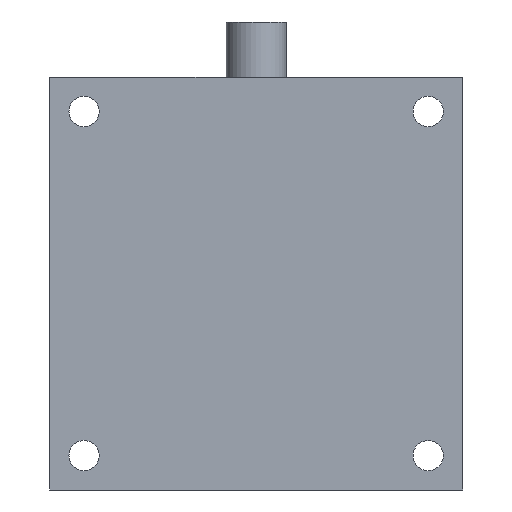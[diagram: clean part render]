
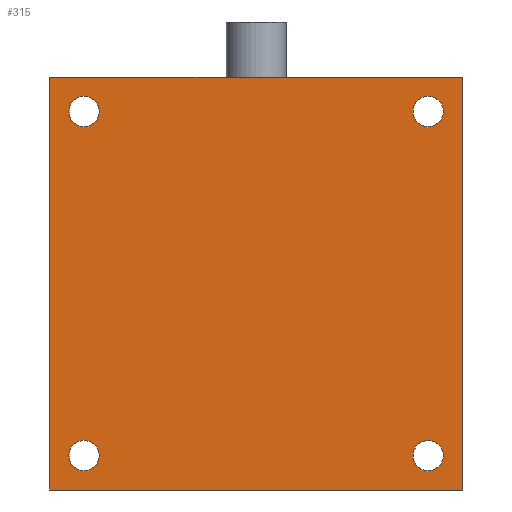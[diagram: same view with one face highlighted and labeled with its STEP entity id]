
A CAD part, front view. The second image highlights one B-rep face of the part: STEP entity #315.
In plain terms, the highlighted planar face has unit normal (0, -1, 0).
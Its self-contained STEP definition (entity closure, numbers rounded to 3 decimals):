
#101 = EDGE_CURVE ( 'NONE', #24321, #22313, #25237, .T. ) ;
#102 = CIRCLE ( 'NONE', #23249, 1.1 ) ;
#267 = EDGE_LOOP ( 'NONE', ( #5227, #2641 ) ) ;
#315 = ADVANCED_FACE ( 'NONE', ( #24211, #17596, #13401, #5721, #25915 ), #16923, .F. ) ;
#469 = CARTESIAN_POINT ( 'NONE',  ( 15., 0., 0. ) ) ;
#754 = CARTESIAN_POINT ( 'NONE',  ( -12.5, 0., 13.6 ) ) ;
#912 = EDGE_CURVE ( 'NONE', #22313, #24321, #9881, .T. ) ;
#1046 = DIRECTION ( 'NONE',  ( 0., 0., 1. ) ) ;
#1095 = EDGE_LOOP ( 'NONE', ( #27210, #6266, #26860, #6600 ) ) ;
#1370 = ORIENTED_EDGE ( 'NONE', *, *, #101, .F. ) ;
#2641 = ORIENTED_EDGE ( 'NONE', *, *, #27197, .F. ) ;
#2833 = CARTESIAN_POINT ( 'NONE',  ( 15., 0., 15. ) ) ;
#3134 = EDGE_CURVE ( 'NONE', #23846, #15391, #14855, .T. ) ;
#4382 = CIRCLE ( 'NONE', #16863, 1.1 ) ;
#4677 = CARTESIAN_POINT ( 'NONE',  ( 12.5, 0., 12.5 ) ) ;
#5039 = CARTESIAN_POINT ( 'NONE',  ( -12.5, 0., 12.5 ) ) ;
#5053 = CARTESIAN_POINT ( 'NONE',  ( -12.5, 0., -11.4 ) ) ;
#5119 = LINE ( 'NONE', #7671, #23922 ) ;
#5227 = ORIENTED_EDGE ( 'NONE', *, *, #17093, .F. ) ;
#5721 = FACE_BOUND ( 'NONE', #18204, .T. ) ;
#6266 = ORIENTED_EDGE ( 'NONE', *, *, #12338, .F. ) ;
#6306 = CARTESIAN_POINT ( 'NONE',  ( 12.5, 0., -12.5 ) ) ;
#6421 = VERTEX_POINT ( 'NONE', #12254 ) ;
#6484 = AXIS2_PLACEMENT_3D ( 'NONE', #4677, #17644, #26886 ) ;
#6600 = ORIENTED_EDGE ( 'NONE', *, *, #3134, .F. ) ;
#6688 = LINE ( 'NONE', #17445, #17849 ) ;
#6842 = EDGE_CURVE ( 'NONE', #23893, #23846, #10824, .T. ) ;
#7243 = EDGE_LOOP ( 'NONE', ( #24919, #20973 ) ) ;
#7290 = ORIENTED_EDGE ( 'NONE', *, *, #20051, .F. ) ;
#7378 = CARTESIAN_POINT ( 'NONE',  ( -12.5, 0., -12.5 ) ) ;
#7470 = DIRECTION ( 'NONE',  ( 0., -1., 0. ) ) ;
#7671 = CARTESIAN_POINT ( 'NONE',  ( -15., 0., 0. ) ) ;
#7940 = DIRECTION ( 'NONE',  ( 0., -1., 0. ) ) ;
#8050 = CARTESIAN_POINT ( 'NONE',  ( -15., 0., 15. ) ) ;
#8667 = AXIS2_PLACEMENT_3D ( 'NONE', #6306, #17611, #10770 ) ;
#8713 = CIRCLE ( 'NONE', #6484, 1.1 ) ;
#9101 = VECTOR ( 'NONE', #10486, 1000. ) ;
#9209 = DIRECTION ( 'NONE',  ( 0., 0., 1. ) ) ;
#9656 = CARTESIAN_POINT ( 'NONE',  ( 15., 0., -15. ) ) ;
#9881 = CIRCLE ( 'NONE', #20131, 1.1 ) ;
#9922 = EDGE_LOOP ( 'NONE', ( #1370, #13071 ) ) ;
#10486 = DIRECTION ( 'NONE',  ( 1., 0., 0. ) ) ;
#10542 = CARTESIAN_POINT ( 'NONE',  ( 12.5, 0., 13.6 ) ) ;
#10630 = DIRECTION ( 'NONE',  ( 0., 0., 1. ) ) ;
#10770 = DIRECTION ( 'NONE',  ( 0., 0., 1. ) ) ;
#10776 = CARTESIAN_POINT ( 'NONE',  ( 0., 0., 15. ) ) ;
#10824 = LINE ( 'NONE', #10776, #9101 ) ;
#11026 = DIRECTION ( 'NONE',  ( 0., 0., 1. ) ) ;
#11161 = CIRCLE ( 'NONE', #26278, 1.1 ) ;
#11227 = VERTEX_POINT ( 'NONE', #18412 ) ;
#12133 = CARTESIAN_POINT ( 'NONE',  ( -12.5, 0., 12.5 ) ) ;
#12210 = VERTEX_POINT ( 'NONE', #24647 ) ;
#12247 = CARTESIAN_POINT ( 'NONE',  ( -12.5, 0., 11.4 ) ) ;
#12254 = CARTESIAN_POINT ( 'NONE',  ( 12.5, 0., 11.4 ) ) ;
#12338 = EDGE_CURVE ( 'NONE', #15103, #23893, #5119, .T. ) ;
#12612 = EDGE_CURVE ( 'NONE', #12210, #19586, #25971, .T. ) ;
#13071 = ORIENTED_EDGE ( 'NONE', *, *, #912, .F. ) ;
#13401 = FACE_BOUND ( 'NONE', #9922, .T. ) ;
#13903 = VERTEX_POINT ( 'NONE', #10542 ) ;
#14113 = DIRECTION ( 'NONE',  ( 0., 0., 1. ) ) ;
#14678 = DIRECTION ( 'NONE',  ( 0., 0., 1. ) ) ;
#14770 = CARTESIAN_POINT ( 'NONE',  ( 0., 0., 0. ) ) ;
#14855 = LINE ( 'NONE', #469, #16606 ) ;
#14941 = CARTESIAN_POINT ( 'NONE',  ( -12.5, 0., -12.5 ) ) ;
#15103 = VERTEX_POINT ( 'NONE', #15446 ) ;
#15391 = VERTEX_POINT ( 'NONE', #9656 ) ;
#15446 = CARTESIAN_POINT ( 'NONE',  ( -15., 0., -15. ) ) ;
#16606 = VECTOR ( 'NONE', #18194, 1000. ) ;
#16863 = AXIS2_PLACEMENT_3D ( 'NONE', #14941, #17270, #10630 ) ;
#16923 = PLANE ( 'NONE',  #28157 ) ;
#17093 = EDGE_CURVE ( 'NONE', #26372, #11227, #102, .T. ) ;
#17270 = DIRECTION ( 'NONE',  ( 0., -1., 0. ) ) ;
#17445 = CARTESIAN_POINT ( 'NONE',  ( 0., 0., -15. ) ) ;
#17596 = FACE_BOUND ( 'NONE', #267, .T. ) ;
#17611 = DIRECTION ( 'NONE',  ( 0., -1., 0. ) ) ;
#17644 = DIRECTION ( 'NONE',  ( 0., -1., 0. ) ) ;
#17733 = EDGE_CURVE ( 'NONE', #15391, #15103, #6688, .T. ) ;
#17849 = VECTOR ( 'NONE', #19473, 1000. ) ;
#18194 = DIRECTION ( 'NONE',  ( 0., 0., -1. ) ) ;
#18204 = EDGE_LOOP ( 'NONE', ( #24138, #7290 ) ) ;
#18412 = CARTESIAN_POINT ( 'NONE',  ( -12.5, 0., -13.6 ) ) ;
#18661 = DIRECTION ( 'NONE',  ( 0., 0., 1. ) ) ;
#19204 = EDGE_CURVE ( 'NONE', #13903, #6421, #11161, .T. ) ;
#19473 = DIRECTION ( 'NONE',  ( -1., 0., 0. ) ) ;
#19586 = VERTEX_POINT ( 'NONE', #24960 ) ;
#19830 = AXIS2_PLACEMENT_3D ( 'NONE', #26906, #22051, #11026 ) ;
#19832 = CARTESIAN_POINT ( 'NONE',  ( 12.5, 0., 12.5 ) ) ;
#20051 = EDGE_CURVE ( 'NONE', #6421, #13903, #8713, .T. ) ;
#20113 = DIRECTION ( 'NONE',  ( 0., -1., 0. ) ) ;
#20131 = AXIS2_PLACEMENT_3D ( 'NONE', #12133, #7940, #1046 ) ;
#20973 = ORIENTED_EDGE ( 'NONE', *, *, #27238, .F. ) ;
#21091 = DIRECTION ( 'NONE',  ( 0., 0., 1. ) ) ;
#22051 = DIRECTION ( 'NONE',  ( 0., -1., 0. ) ) ;
#22313 = VERTEX_POINT ( 'NONE', #12247 ) ;
#22577 = AXIS2_PLACEMENT_3D ( 'NONE', #5039, #27618, #18661 ) ;
#23249 = AXIS2_PLACEMENT_3D ( 'NONE', #7378, #7470, #14113 ) ;
#23846 = VERTEX_POINT ( 'NONE', #2833 ) ;
#23893 = VERTEX_POINT ( 'NONE', #8050 ) ;
#23922 = VECTOR ( 'NONE', #21091, 1000. ) ;
#24138 = ORIENTED_EDGE ( 'NONE', *, *, #19204, .F. ) ;
#24211 = FACE_OUTER_BOUND ( 'NONE', #1095, .T. ) ;
#24321 = VERTEX_POINT ( 'NONE', #754 ) ;
#24647 = CARTESIAN_POINT ( 'NONE',  ( 12.5, 0., -11.4 ) ) ;
#24919 = ORIENTED_EDGE ( 'NONE', *, *, #12612, .F. ) ;
#24960 = CARTESIAN_POINT ( 'NONE',  ( 12.5, 0., -13.6 ) ) ;
#25237 = CIRCLE ( 'NONE', #22577, 1.1 ) ;
#25915 = FACE_BOUND ( 'NONE', #7243, .T. ) ;
#25971 = CIRCLE ( 'NONE', #8667, 1.1 ) ;
#26278 = AXIS2_PLACEMENT_3D ( 'NONE', #19832, #20113, #9209 ) ;
#26372 = VERTEX_POINT ( 'NONE', #5053 ) ;
#26860 = ORIENTED_EDGE ( 'NONE', *, *, #17733, .F. ) ;
#26886 = DIRECTION ( 'NONE',  ( 0., 0., 1. ) ) ;
#26906 = CARTESIAN_POINT ( 'NONE',  ( 12.5, 0., -12.5 ) ) ;
#27197 = EDGE_CURVE ( 'NONE', #11227, #26372, #4382, .T. ) ;
#27210 = ORIENTED_EDGE ( 'NONE', *, *, #6842, .F. ) ;
#27238 = EDGE_CURVE ( 'NONE', #19586, #12210, #27375, .T. ) ;
#27375 = CIRCLE ( 'NONE', #19830, 1.1 ) ;
#27618 = DIRECTION ( 'NONE',  ( 0., -1., 0. ) ) ;
#27996 = DIRECTION ( 'NONE',  ( 0., 1., 0. ) ) ;
#28157 = AXIS2_PLACEMENT_3D ( 'NONE', #14770, #27996, #14678 ) ;
